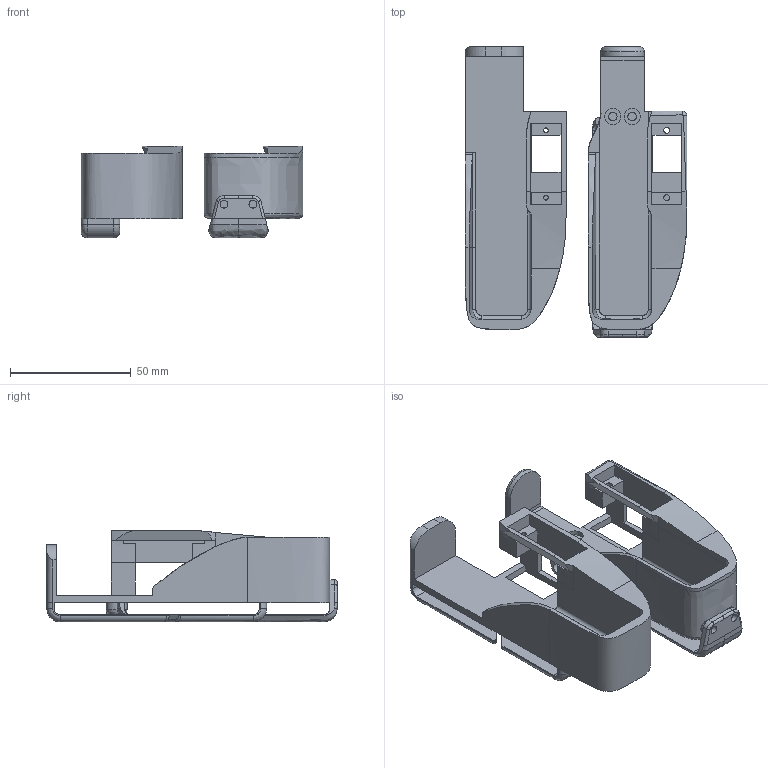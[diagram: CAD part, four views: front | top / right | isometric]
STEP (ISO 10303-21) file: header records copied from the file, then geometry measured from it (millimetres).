
FILE_DESCRIPTION(/* description */ (''),/* implementation_level */ '2;1');
FILE_NAME(/* name */ 'ZipStringCageSource',/* time_stamp */ '2026-03-04T12:42:17-05:00',/* author */ (''),/* organization */ (''),/* preprocessor_version */ 'ST-DEVELOPER v19.2',/* originating_system */ 'Rhino 8.28',/* authorisation */ '');
FILE_SCHEMA (('AP242_MANAGED_MODEL_BASED_3D_ENGINEERING_MIM_LF { 1 0 10303 442 3 1 4 }'));
Length unit declared in the file: millimetre
Products named in the file (1): Document
Bounding box: 91.84 x 120.24 x 38.01 mm (x, y, z)
Volume: 83204.3 mm3; surface area: 46775.6 mm2
Topology: 3 solids, 3 shells, 252 faces, 672 edges, 423 vertices
Faces by surface type: plane 107, cylinder 84, bspline 61
Full cylindrical faces by diameter (mm): 2 x2, 2.5 x2, 3.3 x2, 3.5 x2, 4.7 x4, 6.75 x2, 6.95 x1
Entity records: 11229 total; most frequent: CARTESIAN_POINT 6326, ORIENTED_EDGE 1342, EDGE_CURVE 671, B_SPLINE_CURVE_WITH_KNOTS 447, DIRECTION 441, VERTEX_POINT 423, AXIS2_PLACEMENT_3D 316, EDGE_LOOP 278
